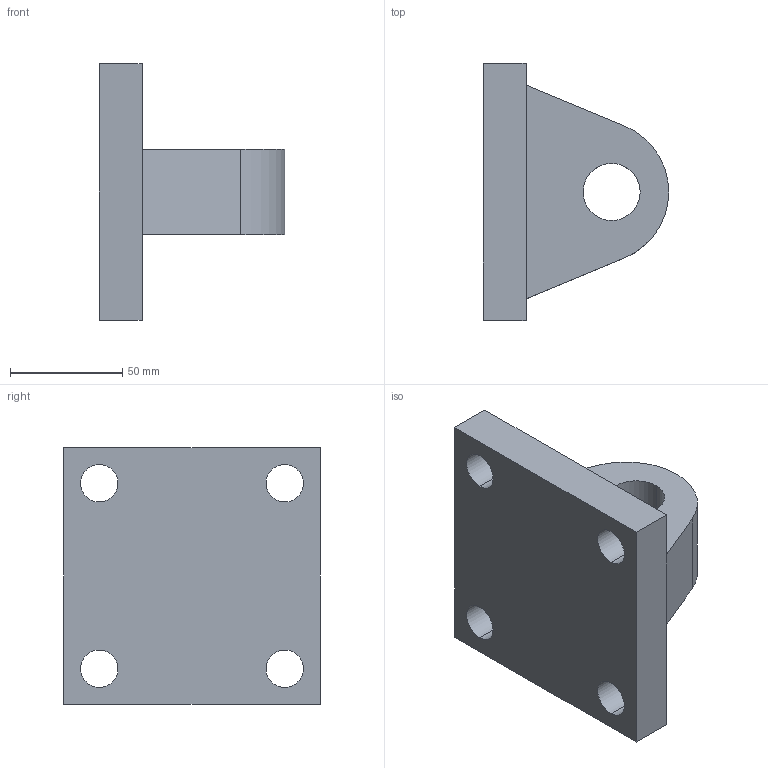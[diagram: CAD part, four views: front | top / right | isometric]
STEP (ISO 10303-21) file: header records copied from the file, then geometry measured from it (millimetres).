
FILE_DESCRIPTION((''),'2;1');
FILE_NAME('A500-103','2019-09-23T13:38:31',('MeFernandez'),('ASCO Numatics'),'CREO PARAMETRIC BY PTC INC, 2018190','CREO PARAMETRIC BY PTC INC, 2018190','');
FILE_SCHEMA(('AUTOMOTIVE_DESIGN_CC2 { 1 2 10303 214 -1 1 5 2 }'));
Length unit declared in the file: inch
Products named in the file (1): A500-103
Bounding box: 82.55 x 114.3 x 114.3 mm (x, y, z)
Volume: 373152.8 mm3; surface area: 50370.1 mm2
Topology: 1 solids, 1 shells, 21 faces, 54 edges, 36 vertices
Faces by surface type: cylinder 11, plane 10
Entity records: 1147 total; most frequent: DIRECTION 118, CARTESIAN_POINT 111, ORIENTED_EDGE 108, PRESENTATION_STYLE_ASSIGNMENT 76, STYLED_ITEM 55, CURVE_STYLE 54, EDGE_CURVE 54, AXIS2_PLACEMENT_3D 43
